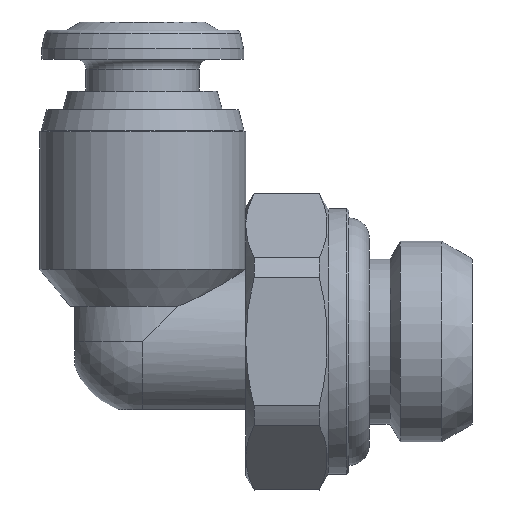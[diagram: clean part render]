
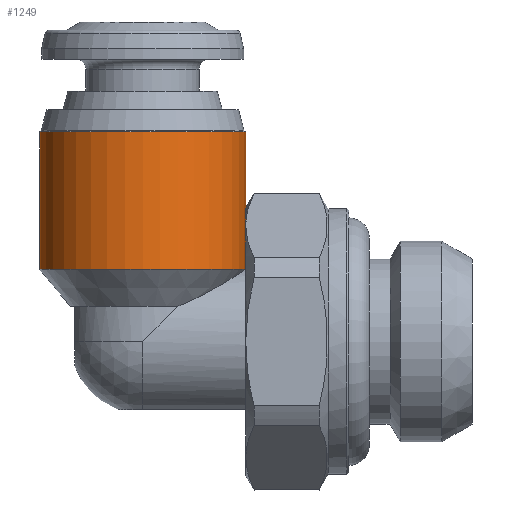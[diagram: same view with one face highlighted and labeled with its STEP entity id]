
A CAD part, left-side view. The second image highlights one B-rep face of the part: STEP entity #1249.
In plain terms, the highlighted cylindrical face has radius 5 mm (diameter 10 mm), a full revolution.
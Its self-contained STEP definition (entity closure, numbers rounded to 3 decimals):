
#130=CIRCLE('',#1291,5.);
#173=CIRCLE('',#1373,5.);
#327=ORIENTED_EDGE('',*,*,#405,.F.);
#328=ORIENTED_EDGE('',*,*,#481,.T.);
#405=EDGE_CURVE('',#500,#500,#130,.T.);
#481=EDGE_CURVE('',#559,#559,#173,.T.);
#500=VERTEX_POINT('',#1702);
#559=VERTEX_POINT('',#1951);
#637=EDGE_LOOP('',(#327));
#638=EDGE_LOOP('',(#328));
#732=FACE_BOUND('',#637,.T.);
#733=FACE_BOUND('',#638,.T.);
#773=CYLINDRICAL_SURFACE('',#1374,5.);
#1249=ADVANCED_FACE('',(#732,#733),#773,.T.);
#1291=AXIS2_PLACEMENT_3D('',#1721,#1440,#1441);
#1373=AXIS2_PLACEMENT_3D('',#1950,#1619,#1620);
#1374=AXIS2_PLACEMENT_3D('',#1952,#1621,#1622);
#1440=DIRECTION('',(0.,0.,-1.));
#1441=DIRECTION('',(-1.,0.,0.));
#1619=DIRECTION('',(0.,0.,-1.));
#1620=DIRECTION('',(-1.,0.,0.));
#1621=DIRECTION('',(0.,0.,-1.));
#1622=DIRECTION('',(-1.,0.,0.));
#1702=CARTESIAN_POINT('',(0.,11.,3.5));
#1721=CARTESIAN_POINT('',(0.,16.,3.5));
#1950=CARTESIAN_POINT('',(0.,16.,10.168));
#1951=CARTESIAN_POINT('',(-5.,16.,10.168));
#1952=CARTESIAN_POINT('',(0.,16.,0.));
